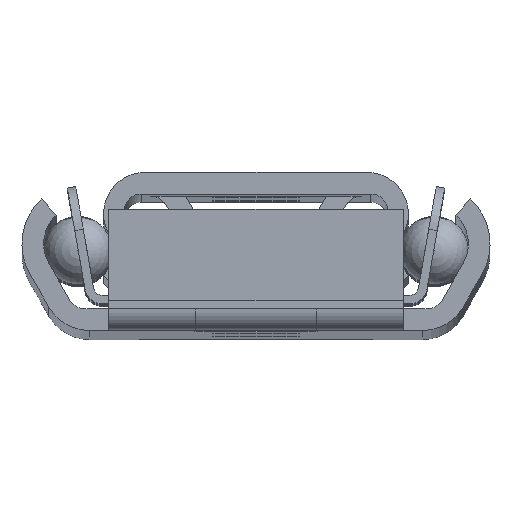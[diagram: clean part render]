
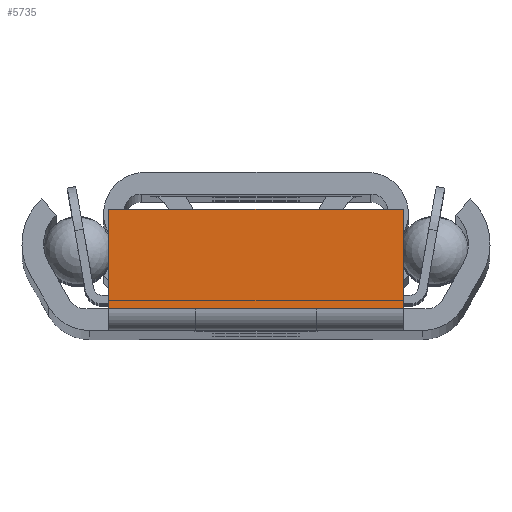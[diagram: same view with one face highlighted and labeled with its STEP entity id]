
A CAD part, top view. The second image highlights one B-rep face of the part: STEP entity #5735.
In plain terms, the highlighted face is planar.
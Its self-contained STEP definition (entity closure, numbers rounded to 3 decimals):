
#125=PLANE('',#6056);
#330=LINE('',#8489,#913);
#332=LINE('',#8494,#915);
#334=LINE('',#8498,#917);
#335=LINE('',#8499,#918);
#913=VECTOR('',#6687,5.75);
#915=VECTOR('',#6691,17.);
#917=VECTOR('',#6695,5.75);
#918=VECTOR('',#6696,17.);
#1581=FACE_OUTER_BOUND('',#1884,.T.);
#1884=EDGE_LOOP('',(#3943,#3944,#3945,#3946));
#2502=VERTEX_POINT('',#8481);
#2505=VERTEX_POINT('',#8487);
#2507=VERTEX_POINT('',#8492);
#2508=VERTEX_POINT('',#8497);
#3085=EDGE_CURVE('',#2502,#2505,#330,.T.);
#3087=EDGE_CURVE('',#2505,#2507,#332,.T.);
#3089=EDGE_CURVE('',#2507,#2508,#334,.T.);
#3090=EDGE_CURVE('',#2502,#2508,#335,.T.);
#3943=ORIENTED_EDGE('',*,*,#3089,.T.);
#3944=ORIENTED_EDGE('',*,*,#3090,.F.);
#3945=ORIENTED_EDGE('',*,*,#3085,.T.);
#3946=ORIENTED_EDGE('',*,*,#3087,.T.);
#5735=ADVANCED_FACE('',(#1581),#125,.T.);
#6056=AXIS2_PLACEMENT_3D('',#8496,#6693,#6694);
#6687=DIRECTION('',(0.,1.,0.));
#6691=DIRECTION('',(1.,0.,0.));
#6693=DIRECTION('center_axis',(0.,0.,-1.));
#6694=DIRECTION('ref_axis',(-1.,0.,0.));
#6695=DIRECTION('',(0.,-1.,0.));
#6696=DIRECTION('',(1.,0.,0.));
#8481=CARTESIAN_POINT('',(-8.5,1.25,-299.25));
#8487=CARTESIAN_POINT('',(-8.5,7.,-299.25));
#8489=CARTESIAN_POINT('',(-8.5,1.25,-299.25));
#8492=CARTESIAN_POINT('',(8.5,7.,-299.25));
#8494=CARTESIAN_POINT('',(0.,7.,-299.25));
#8496=CARTESIAN_POINT('Origin',(0.,7.,-299.25));
#8497=CARTESIAN_POINT('',(8.5,1.25,-299.25));
#8498=CARTESIAN_POINT('',(8.5,1.25,-299.25));
#8499=CARTESIAN_POINT('',(0.,1.25,-299.25));
